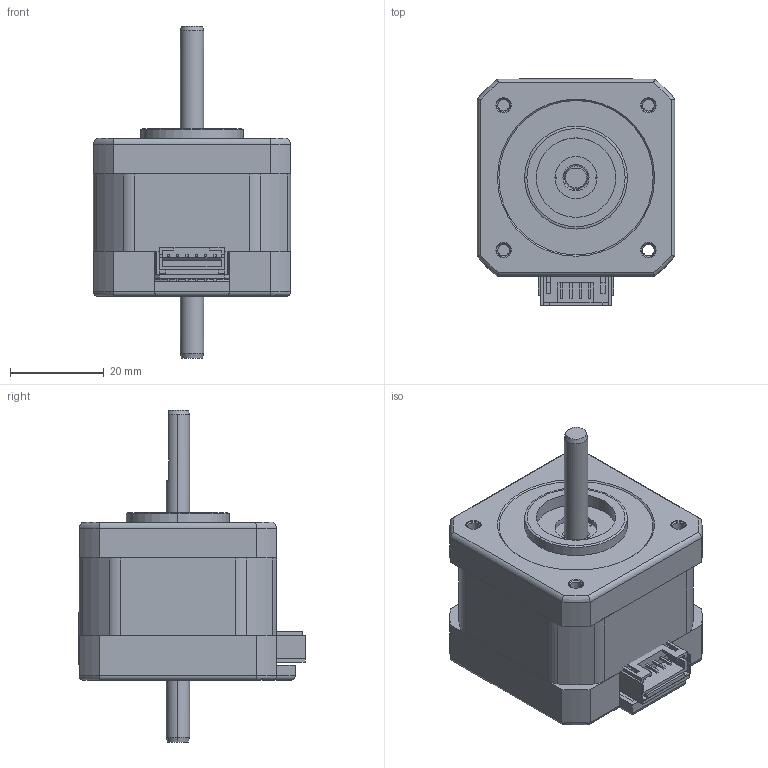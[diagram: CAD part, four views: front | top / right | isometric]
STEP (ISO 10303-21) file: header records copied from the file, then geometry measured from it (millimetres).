
FILE_DESCRIPTION((''),'2;1');
FILE_NAME('4611110027531_ASM','2024-04-17T10:21:52',('ms26442'),(''),'CREO PARAMETRIC BY PTC INC, 2018100','CREO PARAMETRIC BY PTC INC, 2018100','');
FILE_SCHEMA(('CONFIG_CONTROL_DESIGN'));
Products named in the file (24): 4613102100931; 3698153000378; 3698153000030; 4718405003462; 4613104004212_ASM; 4713101000492; 4613103008639_ASM; 4219121305417; 4613106100251_AF0; 4693220000331_AF0; 4613106100251_AF1; 4332101104171_AF0; 4613107110517_ASM; 4333201500016; 4333201500090; 4331101000001; 4613108006982_ASM; 4219121305415; 4294440200012_AF0; 4294404000181; 4613153002396_ASM; 3219720000388; 3219720005029; 4611110027531_ASM
Assembly tree (27 placements, depth 5):
  4611110027531_ASM
    4613153002396_ASM
      4613103008639_ASM
        4613104004212_ASM
          4613102100931
          3698153000378
          3698153000030
          4718405003462
        4713101000492
      4219121305417
      4613108006982_ASM
        4613107110517_ASM
          4613106100251_AF0
          4693220000331_AF0
          4613106100251_AF1
          4332101104171_AF0
        4333201500016
        4333201500090
        4331101000001  x2
      4219121305415
      4294440200012_AF0
      4294404000181  x4
    3219720000388
    3219720005029
Bounding box: 42.2 x 48.35 x 71 mm (x, y, z)
Volume: 42391.3 mm3; surface area: 48098.1 mm2
Topology: 25 solids, 39 shells, 3965 faces, 11105 edges, 7318 vertices
Faces by surface type: plane 1953, cylinder 1810, cone 69, torus 64, sphere 24, extrusion 24, bspline 21
Entity records: 127047 total; most frequent: CARTESIAN_POINT 24045, DIRECTION 22119, ORIENTED_EDGE 21554, EDGE_CURVE 10795, AXIS2_PLACEMENT_3D 7743, VERTEX_POINT 7114, VECTOR 6633, LINE 6609
